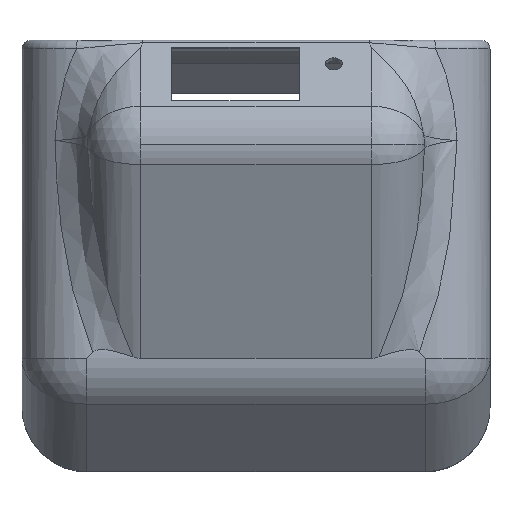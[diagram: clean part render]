
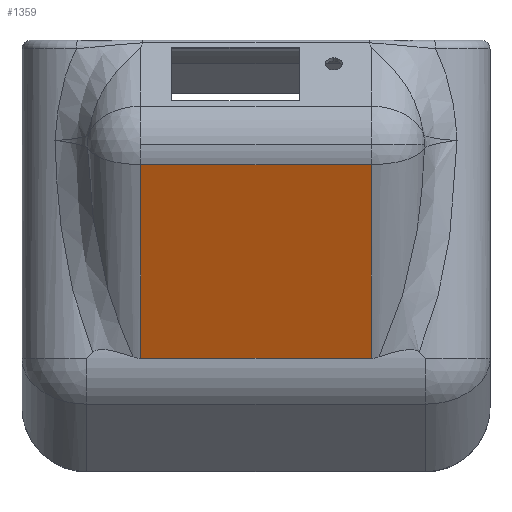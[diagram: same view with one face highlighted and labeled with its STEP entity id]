
A CAD part, top view. The second image highlights one B-rep face of the part: STEP entity #1359.
In plain terms, the highlighted planar face has unit normal (0, -0.374, 0.927).
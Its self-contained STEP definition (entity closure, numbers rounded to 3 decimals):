
#7 = VERTEX_POINT ( 'NONE', #2803 ) ;
#35 = VERTEX_POINT ( 'NONE', #2884 ) ;
#226 = AXIS2_PLACEMENT_3D ( 'NONE', #5760, #5732, #5788 ) ;
#315 = VECTOR ( 'NONE', #2437, 1000. ) ;
#370 = VECTOR ( 'NONE', #2089, 1000. ) ;
#482 = ORIENTED_EDGE ( 'NONE', *, *, #1088, .T. ) ;
#483 = ORIENTED_EDGE ( 'NONE', *, *, #1185, .T. ) ;
#536 = ORIENTED_EDGE ( 'NONE', *, *, #1143, .T. ) ;
#547 = ORIENTED_EDGE ( 'NONE', *, *, #1045, .T. ) ;
#799 = VERTEX_POINT ( 'NONE', #2653 ) ;
#811 = VERTEX_POINT ( 'NONE', #2648 ) ;
#915 = EDGE_LOOP ( 'NONE', ( #483, #547, #536, #482 ) ) ;
#1045 = EDGE_CURVE ( 'NONE', #799, #811, #6211, .T. ) ;
#1088 = EDGE_CURVE ( 'NONE', #35, #7, #5965, .T. ) ;
#1143 = EDGE_CURVE ( 'NONE', #811, #35, #2435, .T. ) ;
#1185 = EDGE_CURVE ( 'NONE', #7, #799, #2090, .T. ) ;
#1359 = ADVANCED_FACE ( 'NONE', ( #5786 ), #5783, .T. ) ;
#2089 = DIRECTION ( 'NONE',  ( 0., 0.927, 0.374 ) ) ;
#2090 = LINE ( 'NONE', #2101, #370 ) ;
#2101 = CARTESIAN_POINT ( 'NONE',  ( 107., 104.853, 330. ) ) ;
#2435 = LINE ( 'NONE', #2436, #315 ) ;
#2436 = CARTESIAN_POINT ( 'NONE',  ( -107., 104.853, 330. ) ) ;
#2437 = DIRECTION ( 'NONE',  ( 0., -0.927, -0.374 ) ) ;
#2648 = CARTESIAN_POINT ( 'NONE',  ( -107., 284.472, 402.476 ) ) ;
#2653 = CARTESIAN_POINT ( 'NONE',  ( 107., 284.472, 402.476 ) ) ;
#2803 = CARTESIAN_POINT ( 'NONE',  ( 107., 104.853, 330. ) ) ;
#2884 = CARTESIAN_POINT ( 'NONE',  ( -107., 104.853, 330. ) ) ;
#4732 = VECTOR ( 'NONE', #5967, 1000. ) ;
#4905 = VECTOR ( 'NONE', #6191, 1000. ) ;
#5732 = DIRECTION ( 'NONE',  ( 0., -0.374, 0.927 ) ) ;
#5760 = CARTESIAN_POINT ( 'NONE',  ( -157., 104.853, 330. ) ) ;
#5783 = PLANE ( 'NONE',  #226 ) ;
#5786 = FACE_OUTER_BOUND ( 'NONE', #915, .T. ) ;
#5788 = DIRECTION ( 'NONE',  ( 0., -0.927, -0.374 ) ) ;
#5965 = LINE ( 'NONE', #5988, #4732 ) ;
#5967 = DIRECTION ( 'NONE',  ( 1., 0., 0. ) ) ;
#5988 = CARTESIAN_POINT ( 'NONE',  ( -217., 104.853, 330. ) ) ;
#6175 = CARTESIAN_POINT ( 'NONE',  ( -107., 284.472, 402.476 ) ) ;
#6191 = DIRECTION ( 'NONE',  ( -1., 0., 0. ) ) ;
#6211 = LINE ( 'NONE', #6175, #4905 ) ;
